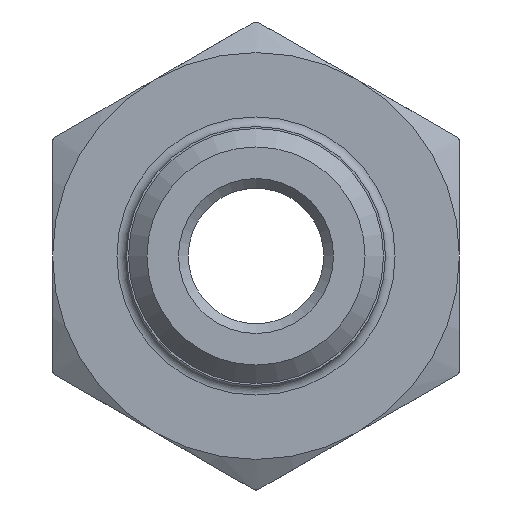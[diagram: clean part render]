
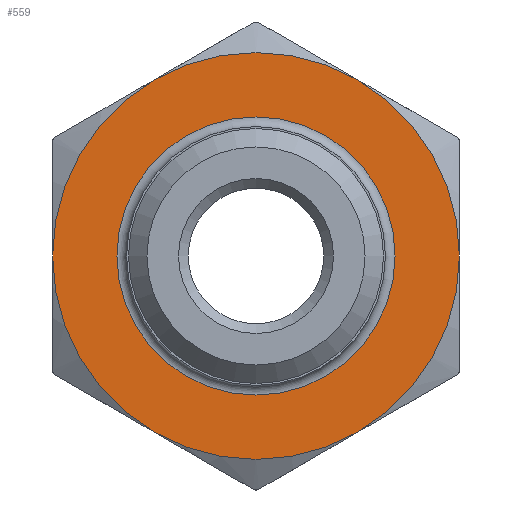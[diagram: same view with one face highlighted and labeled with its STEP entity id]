
A CAD part, front view. The second image highlights one B-rep face of the part: STEP entity #559.
In plain terms, the highlighted planar face has unit normal (0, -1, 0).
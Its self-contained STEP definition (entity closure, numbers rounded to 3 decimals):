
#20=FACE_BOUND('',#180,.T.);
#37=PLANE('',#615);
#46=CIRCLE('',#585,10.5);
#57=CIRCLE('',#612,7.179);
#59=CIRCLE('',#616,10.5);
#60=CIRCLE('',#617,10.5);
#61=CIRCLE('',#618,10.5);
#62=CIRCLE('',#619,10.5);
#63=CIRCLE('',#620,10.5);
#133=FACE_OUTER_BOUND('',#179,.T.);
#179=EDGE_LOOP('',(#447,#448,#449,#450,#451,#452));
#180=EDGE_LOOP('',(#453));
#253=VERTEX_POINT('',#833);
#254=VERTEX_POINT('',#837);
#261=VERTEX_POINT('',#880);
#272=VERTEX_POINT('',#960);
#288=VERTEX_POINT('',#1053);
#290=VERTEX_POINT('',#1059);
#291=VERTEX_POINT('',#1062);
#306=EDGE_CURVE('',#254,#253,#46,.T.);
#352=EDGE_CURVE('',#288,#288,#57,.T.);
#354=EDGE_CURVE('',#253,#290,#59,.T.);
#355=EDGE_CURVE('',#290,#272,#60,.T.);
#356=EDGE_CURVE('',#272,#291,#61,.T.);
#357=EDGE_CURVE('',#291,#261,#62,.T.);
#358=EDGE_CURVE('',#261,#254,#63,.T.);
#447=ORIENTED_EDGE('',*,*,#354,.T.);
#448=ORIENTED_EDGE('',*,*,#355,.T.);
#449=ORIENTED_EDGE('',*,*,#356,.T.);
#450=ORIENTED_EDGE('',*,*,#357,.T.);
#451=ORIENTED_EDGE('',*,*,#358,.T.);
#452=ORIENTED_EDGE('',*,*,#306,.T.);
#453=ORIENTED_EDGE('',*,*,#352,.F.);
#559=ADVANCED_FACE('',(#133,#20),#37,.T.);
#585=AXIS2_PLACEMENT_3D('',#838,#660,#661);
#612=AXIS2_PLACEMENT_3D('',#1054,#724,#725);
#615=AXIS2_PLACEMENT_3D('',#1058,#730,#731);
#616=AXIS2_PLACEMENT_3D('',#1060,#732,#733);
#617=AXIS2_PLACEMENT_3D('',#1061,#734,#735);
#618=AXIS2_PLACEMENT_3D('',#1063,#736,#737);
#619=AXIS2_PLACEMENT_3D('',#1064,#738,#739);
#620=AXIS2_PLACEMENT_3D('',#1065,#740,#741);
#660=DIRECTION('center_axis',(0.,-1.,0.));
#661=DIRECTION('ref_axis',(-1.,0.,0.));
#724=DIRECTION('center_axis',(0.,-1.,0.));
#725=DIRECTION('ref_axis',(1.,0.,0.));
#730=DIRECTION('center_axis',(0.,-1.,0.));
#731=DIRECTION('ref_axis',(0.,0.,-1.));
#732=DIRECTION('center_axis',(0.,-1.,0.));
#733=DIRECTION('ref_axis',(-1.,0.,0.));
#734=DIRECTION('center_axis',(0.,-1.,0.));
#735=DIRECTION('ref_axis',(-1.,0.,0.));
#736=DIRECTION('center_axis',(0.,-1.,0.));
#737=DIRECTION('ref_axis',(-1.,0.,0.));
#738=DIRECTION('center_axis',(0.,-1.,0.));
#739=DIRECTION('ref_axis',(-1.,0.,0.));
#740=DIRECTION('center_axis',(0.,-1.,0.));
#741=DIRECTION('ref_axis',(-1.,0.,0.));
#833=CARTESIAN_POINT('',(10.5,-9.25,0.));
#837=CARTESIAN_POINT('',(5.25,-9.25,-9.093));
#838=CARTESIAN_POINT('Origin',(0.,-9.25,0.));
#880=CARTESIAN_POINT('',(-5.25,-9.25,-9.093));
#960=CARTESIAN_POINT('',(-5.25,-9.25,9.093));
#1053=CARTESIAN_POINT('',(-7.179,-9.25,0.));
#1054=CARTESIAN_POINT('Origin',(0.,-9.25,0.));
#1058=CARTESIAN_POINT('Origin',(0.,-9.25,0.));
#1059=CARTESIAN_POINT('',(5.25,-9.25,9.093));
#1060=CARTESIAN_POINT('Origin',(0.,-9.25,0.));
#1061=CARTESIAN_POINT('Origin',(0.,-9.25,0.));
#1062=CARTESIAN_POINT('',(-10.5,-9.25,0.));
#1063=CARTESIAN_POINT('Origin',(0.,-9.25,0.));
#1064=CARTESIAN_POINT('Origin',(0.,-9.25,0.));
#1065=CARTESIAN_POINT('Origin',(0.,-9.25,0.));
